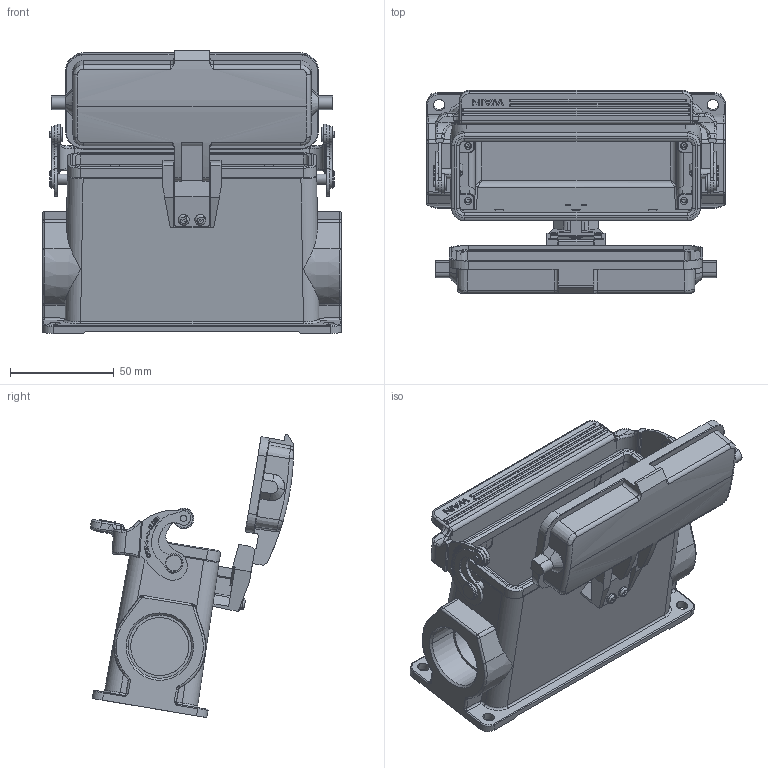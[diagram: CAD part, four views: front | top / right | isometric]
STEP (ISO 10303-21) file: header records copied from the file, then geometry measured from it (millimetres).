
FILE_DESCRIPTION((''),'2;1');
FILE_NAME('PRT0369','2017-08-02T',('dm.li'),(''),'PRO/ENGINEER BY PARAMETRIC TECHNOLOGY CORPORATION, 2012480','PRO/ENGINEER BY PARAMETRIC TECHNOLOGY CORPORATION, 2012480','');
FILE_SCHEMA(('AUTOMOTIVE_DESIGN { 1 0 10303 214 1 1 1 1 }'));
Products named in the file (1): PRT0369
Bounding box: 144 x 98.06 x 136.48 mm (x, y, z)
Volume: 216756.6 mm3; surface area: 112816.8 mm2
Topology: 1 solids, 28 shells, 1573 faces, 4364 edges, 2905 vertices
Faces by surface type: plane 699, cylinder 394, extrusion 250, torus 77, bspline 70, cone 69, sphere 14
Entity records: 60692 total; most frequent: CARTESIAN_POINT 18093, ORIENTED_EDGE 8638, DIRECTION 7113, EDGE_CURVE 4346, VERTEX_POINT 2905, VECTOR 2591, LINE 2341, AXIS2_PLACEMENT_3D 2261
